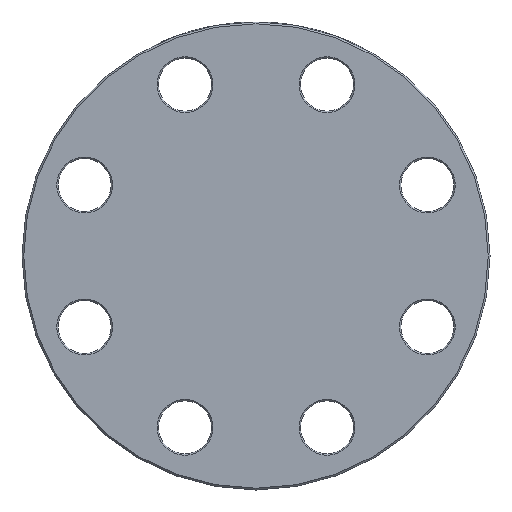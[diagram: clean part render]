
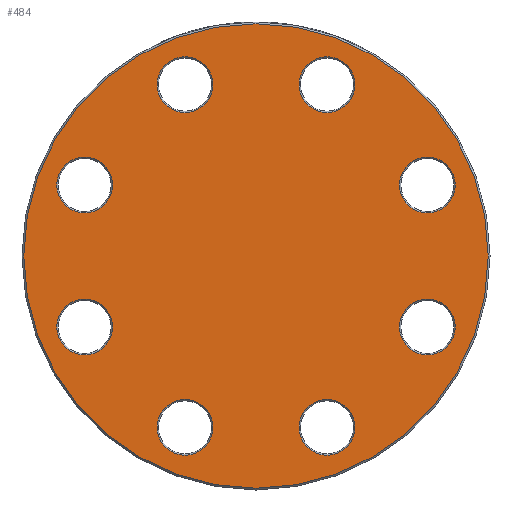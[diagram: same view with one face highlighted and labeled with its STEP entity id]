
A CAD part, left-side view. The second image highlights one B-rep face of the part: STEP entity #484.
In plain terms, the highlighted planar face has unit normal (-1, 0, 0).
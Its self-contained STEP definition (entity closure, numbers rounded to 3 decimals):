
#46 = AXIS2_PLACEMENT_3D ( 'NONE', #3517, #5902, #5501 ) ;
#63 = EDGE_CURVE ( 'NONE', #2543, #2543, #2939, .T. ) ;
#98 = EDGE_CURVE ( 'NONE', #1151, #1151, #4597, .T. ) ;
#125 = ORIENTED_EDGE ( 'NONE', *, *, #98, .T. ) ;
#268 = DIRECTION ( 'NONE',  ( 1., 0., 0. ) ) ;
#270 = CARTESIAN_POINT ( 'NONE',  ( 0., 0., -131.5 ) ) ;
#291 = FACE_BOUND ( 'NONE', #3317, .T. ) ;
#315 = DIRECTION ( 'NONE',  ( 0., 0., -1. ) ) ;
#323 = EDGE_LOOP ( 'NONE', ( #3805 ) ) ;
#392 = DIRECTION ( 'NONE',  ( 0., 0., -1. ) ) ;
#459 = CIRCLE ( 'NONE', #4996, 131.5 ) ;
#484 = ADVANCED_FACE ( 'NONE', ( #2698, #5754, #1765, #6237, #3219, #2798, #4119, #291, #1730 ), #5720, .F. ) ;
#488 = DIRECTION ( 'NONE',  ( 1., 0., 0. ) ) ;
#491 = CIRCLE ( 'NONE', #807, 15.8 ) ;
#500 = ORIENTED_EDGE ( 'NONE', *, *, #2737, .T. ) ;
#807 = AXIS2_PLACEMENT_3D ( 'NONE', #4816, #2342, #4778 ) ;
#973 = AXIS2_PLACEMENT_3D ( 'NONE', #2980, #5416, #977 ) ;
#977 = DIRECTION ( 'NONE',  ( 0., 0., -1. ) ) ;
#985 = EDGE_CURVE ( 'NONE', #6015, #6015, #4267, .T. ) ;
#1012 = ORIENTED_EDGE ( 'NONE', *, *, #3259, .T. ) ;
#1151 = VERTEX_POINT ( 'NONE', #3126 ) ;
#1176 = DIRECTION ( 'NONE',  ( 0., 0., -1. ) ) ;
#1256 = CARTESIAN_POINT ( 'NONE',  ( 0., 40.182, -112.807 ) ) ;
#1267 = AXIS2_PLACEMENT_3D ( 'NONE', #2226, #268, #392 ) ;
#1301 = EDGE_LOOP ( 'NONE', ( #125 ) ) ;
#1357 = CARTESIAN_POINT ( 'NONE',  ( 0., -97.007, 40.182 ) ) ;
#1401 = EDGE_LOOP ( 'NONE', ( #2081 ) ) ;
#1446 = DIRECTION ( 'NONE',  ( 0., 0., -1. ) ) ;
#1473 = AXIS2_PLACEMENT_3D ( 'NONE', #1357, #488, #1446 ) ;
#1567 = AXIS2_PLACEMENT_3D ( 'NONE', #1698, #5615, #1176 ) ;
#1698 = CARTESIAN_POINT ( 'NONE',  ( 0., 0., 0. ) ) ;
#1709 = CARTESIAN_POINT ( 'NONE',  ( 0., -97.007, 24.382 ) ) ;
#1730 = FACE_BOUND ( 'NONE', #1301, .T. ) ;
#1765 = FACE_BOUND ( 'NONE', #1401, .T. ) ;
#1855 = DIRECTION ( 'NONE',  ( 1., 0., 0. ) ) ;
#1884 = DIRECTION ( 'NONE',  ( 0., 0., -1. ) ) ;
#2046 = EDGE_LOOP ( 'NONE', ( #2732 ) ) ;
#2081 = ORIENTED_EDGE ( 'NONE', *, *, #985, .T. ) ;
#2161 = VERTEX_POINT ( 'NONE', #270 ) ;
#2193 = VERTEX_POINT ( 'NONE', #1256 ) ;
#2226 = CARTESIAN_POINT ( 'NONE',  ( 0., 40.182, 97.007 ) ) ;
#2342 = DIRECTION ( 'NONE',  ( 1., 0., 0. ) ) ;
#2345 = EDGE_LOOP ( 'NONE', ( #6353 ) ) ;
#2373 = EDGE_LOOP ( 'NONE', ( #3833 ) ) ;
#2543 = VERTEX_POINT ( 'NONE', #4524 ) ;
#2568 = CARTESIAN_POINT ( 'NONE',  ( 0., 97.007, 40.182 ) ) ;
#2674 = VERTEX_POINT ( 'NONE', #4132 ) ;
#2698 = FACE_OUTER_BOUND ( 'NONE', #4154, .T. ) ;
#2732 = ORIENTED_EDGE ( 'NONE', *, *, #3006, .T. ) ;
#2737 = EDGE_CURVE ( 'NONE', #2161, #2161, #459, .T. ) ;
#2798 = FACE_BOUND ( 'NONE', #4823, .T. ) ;
#2830 = CIRCLE ( 'NONE', #46, 15.8 ) ;
#2939 = CIRCLE ( 'NONE', #973, 15.8 ) ;
#2980 = CARTESIAN_POINT ( 'NONE',  ( 0., -40.182, 97.007 ) ) ;
#3006 = EDGE_CURVE ( 'NONE', #6183, #6183, #5620, .T. ) ;
#3126 = CARTESIAN_POINT ( 'NONE',  ( 0., 97.007, -55.982 ) ) ;
#3219 = FACE_BOUND ( 'NONE', #2046, .T. ) ;
#3259 = EDGE_CURVE ( 'NONE', #2674, #2674, #4906, .T. ) ;
#3317 = EDGE_LOOP ( 'NONE', ( #3896 ) ) ;
#3394 = DIRECTION ( 'NONE',  ( 0., 0., -1. ) ) ;
#3435 = EDGE_CURVE ( 'NONE', #2193, #2193, #2830, .T. ) ;
#3442 = AXIS2_PLACEMENT_3D ( 'NONE', #2568, #4616, #4024 ) ;
#3517 = CARTESIAN_POINT ( 'NONE',  ( 0., 40.182, -97.007 ) ) ;
#3546 = CARTESIAN_POINT ( 'NONE',  ( 0., 40.182, 81.207 ) ) ;
#3653 = AXIS2_PLACEMENT_3D ( 'NONE', #4251, #1855, #1884 ) ;
#3716 = CARTESIAN_POINT ( 'NONE',  ( 0., 97.007, 24.382 ) ) ;
#3762 = DIRECTION ( 'NONE',  ( 1., 0., 0. ) ) ;
#3793 = CARTESIAN_POINT ( 'NONE',  ( 0., 97.007, -40.182 ) ) ;
#3805 = ORIENTED_EDGE ( 'NONE', *, *, #63, .T. ) ;
#3811 = EDGE_CURVE ( 'NONE', #4201, #4201, #4810, .T. ) ;
#3833 = ORIENTED_EDGE ( 'NONE', *, *, #5271, .T. ) ;
#3896 = ORIENTED_EDGE ( 'NONE', *, *, #3435, .T. ) ;
#4024 = DIRECTION ( 'NONE',  ( 0., 0., -1. ) ) ;
#4119 = FACE_BOUND ( 'NONE', #2373, .T. ) ;
#4132 = CARTESIAN_POINT ( 'NONE',  ( 0., -97.007, -55.982 ) ) ;
#4154 = EDGE_LOOP ( 'NONE', ( #500 ) ) ;
#4201 = VERTEX_POINT ( 'NONE', #3716 ) ;
#4251 = CARTESIAN_POINT ( 'NONE',  ( 0., -97.007, -40.182 ) ) ;
#4267 = CIRCLE ( 'NONE', #1267, 15.8 ) ;
#4524 = CARTESIAN_POINT ( 'NONE',  ( 0., -40.182, 81.207 ) ) ;
#4597 = CIRCLE ( 'NONE', #5947, 15.8 ) ;
#4616 = DIRECTION ( 'NONE',  ( 1., 0., 0. ) ) ;
#4778 = DIRECTION ( 'NONE',  ( 0., 0., -1. ) ) ;
#4810 = CIRCLE ( 'NONE', #3442, 15.8 ) ;
#4816 = CARTESIAN_POINT ( 'NONE',  ( 0., -40.182, -97.007 ) ) ;
#4823 = EDGE_LOOP ( 'NONE', ( #1012 ) ) ;
#4906 = CIRCLE ( 'NONE', #3653, 15.8 ) ;
#4996 = AXIS2_PLACEMENT_3D ( 'NONE', #6317, #5897, #3394 ) ;
#5176 = CARTESIAN_POINT ( 'NONE',  ( 0., -40.182, -112.807 ) ) ;
#5271 = EDGE_CURVE ( 'NONE', #5664, #5664, #491, .T. ) ;
#5416 = DIRECTION ( 'NONE',  ( 1., 0., 0. ) ) ;
#5501 = DIRECTION ( 'NONE',  ( 0., 0., -1. ) ) ;
#5615 = DIRECTION ( 'NONE',  ( 1., 0., 0. ) ) ;
#5620 = CIRCLE ( 'NONE', #1473, 15.8 ) ;
#5664 = VERTEX_POINT ( 'NONE', #5176 ) ;
#5720 = PLANE ( 'NONE',  #1567 ) ;
#5754 = FACE_BOUND ( 'NONE', #2345, .T. ) ;
#5897 = DIRECTION ( 'NONE',  ( -1., 0., 0. ) ) ;
#5902 = DIRECTION ( 'NONE',  ( 1., 0., 0. ) ) ;
#5947 = AXIS2_PLACEMENT_3D ( 'NONE', #3793, #3762, #315 ) ;
#6015 = VERTEX_POINT ( 'NONE', #3546 ) ;
#6183 = VERTEX_POINT ( 'NONE', #1709 ) ;
#6237 = FACE_BOUND ( 'NONE', #323, .T. ) ;
#6317 = CARTESIAN_POINT ( 'NONE',  ( 0., 0., 0. ) ) ;
#6353 = ORIENTED_EDGE ( 'NONE', *, *, #3811, .T. ) ;
